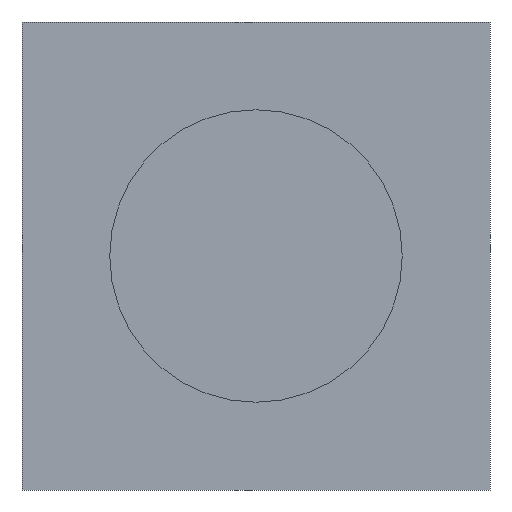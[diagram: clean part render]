
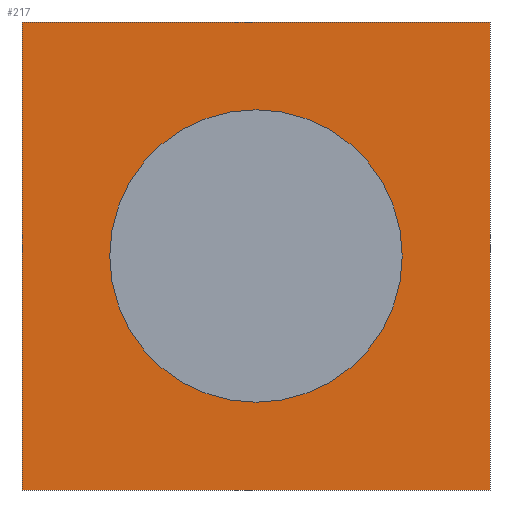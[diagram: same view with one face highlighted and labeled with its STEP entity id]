
A CAD part, front view. The second image highlights one B-rep face of the part: STEP entity #217.
In plain terms, the highlighted planar face has unit normal (0, -1, 0).
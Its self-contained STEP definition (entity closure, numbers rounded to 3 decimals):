
#3 = EDGE_LOOP ( 'NONE', ( #78, #269, #638, #280 ) ) ;
#5 = CARTESIAN_POINT ( 'NONE',  ( 0., -14.5, 0. ) ) ;
#6 = LINE ( 'NONE', #281, #143 ) ;
#35 = VERTEX_POINT ( 'NONE', #555 ) ;
#48 = CARTESIAN_POINT ( 'NONE',  ( -8., -14.5, 8. ) ) ;
#59 = VECTOR ( 'NONE', #87, 1000. ) ;
#62 = EDGE_CURVE ( 'NONE', #321, #459, #320, .T. ) ;
#67 = CARTESIAN_POINT ( 'NONE',  ( 0., -14.5, 5. ) ) ;
#77 = EDGE_CURVE ( 'NONE', #617, #321, #558, .T. ) ;
#78 = ORIENTED_EDGE ( 'NONE', *, *, #470, .T. ) ;
#81 = DIRECTION ( 'NONE',  ( 0., 0., 1. ) ) ;
#87 = DIRECTION ( 'NONE',  ( 1., 0., 0. ) ) ;
#94 = CARTESIAN_POINT ( 'NONE',  ( -8., -14.5, -8. ) ) ;
#121 = DIRECTION ( 'NONE',  ( 0., 0., 1. ) ) ;
#138 = ORIENTED_EDGE ( 'NONE', *, *, #153, .F. ) ;
#142 = DIRECTION ( 'NONE',  ( 0., 0., 1. ) ) ;
#143 = VECTOR ( 'NONE', #532, 1000. ) ;
#153 = EDGE_CURVE ( 'NONE', #406, #446, #385, .T. ) ;
#166 = ORIENTED_EDGE ( 'NONE', *, *, #500, .F. ) ;
#188 = VECTOR ( 'NONE', #303, 1000. ) ;
#207 = EDGE_LOOP ( 'NONE', ( #138, #166 ) ) ;
#217 = ADVANCED_FACE ( 'NONE', ( #422, #293 ), #301, .F. ) ;
#245 = CARTESIAN_POINT ( 'NONE',  ( -8., -14.5, -8. ) ) ;
#269 = ORIENTED_EDGE ( 'NONE', *, *, #77, .T. ) ;
#280 = ORIENTED_EDGE ( 'NONE', *, *, #610, .T. ) ;
#281 = CARTESIAN_POINT ( 'NONE',  ( 8., -14.5, -8. ) ) ;
#286 = CARTESIAN_POINT ( 'NONE',  ( -8., -14.5, -8. ) ) ;
#293 = FACE_OUTER_BOUND ( 'NONE', #3, .T. ) ;
#301 = PLANE ( 'NONE',  #455 ) ;
#303 = DIRECTION ( 'NONE',  ( 0., 0., -1. ) ) ;
#319 = CARTESIAN_POINT ( 'NONE',  ( 0., -14.5, 0. ) ) ;
#320 = LINE ( 'NONE', #94, #188 ) ;
#321 = VERTEX_POINT ( 'NONE', #48 ) ;
#385 = CIRCLE ( 'NONE', #529, 5. ) ;
#406 = VERTEX_POINT ( 'NONE', #453 ) ;
#418 = CIRCLE ( 'NONE', #448, 5. ) ;
#419 = VECTOR ( 'NONE', #520, 1000. ) ;
#422 = FACE_BOUND ( 'NONE', #207, .T. ) ;
#437 = CARTESIAN_POINT ( 'NONE',  ( 8., -14.5, 8. ) ) ;
#444 = CARTESIAN_POINT ( 'NONE',  ( -8., -14.5, 8. ) ) ;
#446 = VERTEX_POINT ( 'NONE', #67 ) ;
#448 = AXIS2_PLACEMENT_3D ( 'NONE', #5, #544, #81 ) ;
#449 = DIRECTION ( 'NONE',  ( 0., 1., 0. ) ) ;
#453 = CARTESIAN_POINT ( 'NONE',  ( 0., -14.5, -5. ) ) ;
#455 = AXIS2_PLACEMENT_3D ( 'NONE', #457, #449, #142 ) ;
#457 = CARTESIAN_POINT ( 'NONE',  ( 8., -14.5, 8. ) ) ;
#459 = VERTEX_POINT ( 'NONE', #286 ) ;
#465 = DIRECTION ( 'NONE',  ( 0., -1., 0. ) ) ;
#470 = EDGE_CURVE ( 'NONE', #35, #617, #6, .T. ) ;
#500 = EDGE_CURVE ( 'NONE', #446, #406, #418, .T. ) ;
#520 = DIRECTION ( 'NONE',  ( -1., 0., 0. ) ) ;
#529 = AXIS2_PLACEMENT_3D ( 'NONE', #319, #465, #121 ) ;
#532 = DIRECTION ( 'NONE',  ( 0., 0., 1. ) ) ;
#544 = DIRECTION ( 'NONE',  ( 0., -1., 0. ) ) ;
#555 = CARTESIAN_POINT ( 'NONE',  ( 8., -14.5, -8. ) ) ;
#558 = LINE ( 'NONE', #444, #419 ) ;
#594 = LINE ( 'NONE', #245, #59 ) ;
#610 = EDGE_CURVE ( 'NONE', #459, #35, #594, .T. ) ;
#617 = VERTEX_POINT ( 'NONE', #437 ) ;
#638 = ORIENTED_EDGE ( 'NONE', *, *, #62, .T. ) ;
